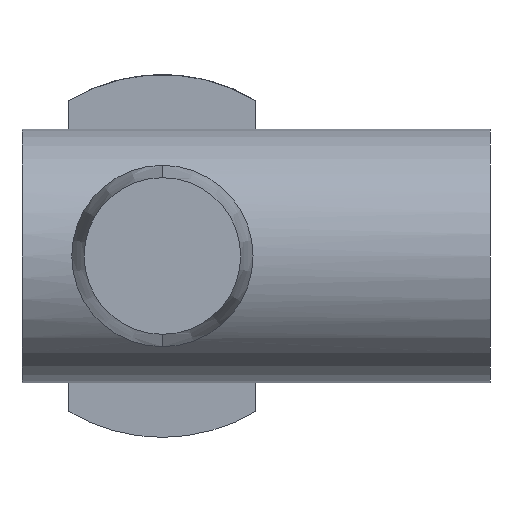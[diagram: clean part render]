
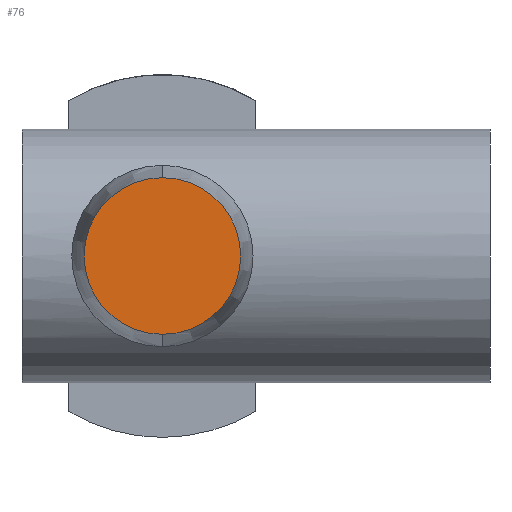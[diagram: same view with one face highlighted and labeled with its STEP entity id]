
A CAD part, left-side view. The second image highlights one B-rep face of the part: STEP entity #76.
In plain terms, the highlighted planar face has unit normal (-1, 0, 0).
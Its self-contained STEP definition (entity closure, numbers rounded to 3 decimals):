
#61 = EDGE_CURVE ( 'NONE', #714, #82, #327, .T. ) ;
#62 = FACE_OUTER_BOUND ( 'NONE', #586, .T. ) ;
#76 = ADVANCED_FACE ( 'NONE', ( #62 ), #549, .T. ) ;
#82 = VERTEX_POINT ( 'NONE', #1181 ) ;
#93 = DIRECTION ( 'NONE',  ( 1., 0., 0. ) ) ;
#250 = DIRECTION ( 'NONE',  ( -1., 0., 0. ) ) ;
#251 = AXIS2_PLACEMENT_3D ( 'NONE', #302, #93, #718 ) ;
#275 = CARTESIAN_POINT ( 'NONE',  ( -39.8, 0., 0. ) ) ;
#302 = CARTESIAN_POINT ( 'NONE',  ( -39.8, 0., 0. ) ) ;
#327 = CIRCLE ( 'NONE', #251, 3.346 ) ;
#378 = ORIENTED_EDGE ( 'NONE', *, *, #61, .F. ) ;
#434 = AXIS2_PLACEMENT_3D ( 'NONE', #1006, #250, #1014 ) ;
#549 = PLANE ( 'NONE',  #434 ) ;
#560 = DIRECTION ( 'NONE',  ( 0., 0., -1. ) ) ;
#586 = EDGE_LOOP ( 'NONE', ( #378, #645 ) ) ;
#608 = AXIS2_PLACEMENT_3D ( 'NONE', #275, #942, #560 ) ;
#645 = ORIENTED_EDGE ( 'NONE', *, *, #982, .F. ) ;
#714 = VERTEX_POINT ( 'NONE', #1103 ) ;
#718 = DIRECTION ( 'NONE',  ( 0., 0., -1. ) ) ;
#942 = DIRECTION ( 'NONE',  ( 1., 0., 0. ) ) ;
#982 = EDGE_CURVE ( 'NONE', #82, #714, #1160, .T. ) ;
#1006 = CARTESIAN_POINT ( 'NONE',  ( -39.8, -1.673, 0. ) ) ;
#1014 = DIRECTION ( 'NONE',  ( 0., 0., 1. ) ) ;
#1103 = CARTESIAN_POINT ( 'NONE',  ( -39.8, 0., -3.346 ) ) ;
#1160 = CIRCLE ( 'NONE', #608, 3.346 ) ;
#1181 = CARTESIAN_POINT ( 'NONE',  ( -39.8, 0., 3.346 ) ) ;
